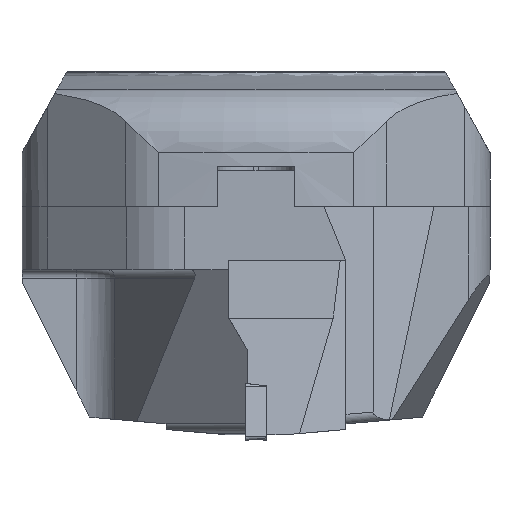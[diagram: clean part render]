
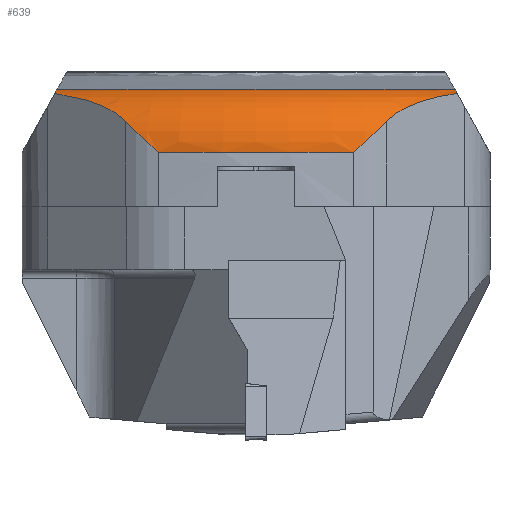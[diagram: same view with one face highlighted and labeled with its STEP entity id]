
A CAD part, left-side view. The second image highlights one B-rep face of the part: STEP entity #639.
In plain terms, the highlighted toroidal (fillet/blend) face has major radius 101 mm and minor radius 14 mm.
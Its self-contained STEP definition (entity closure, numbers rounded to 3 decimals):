
#463=TOROIDAL_SURFACE('',#2886,101.,14.);
#470=B_SPLINE_CURVE_WITH_KNOTS('',3,(#3888,#3889,#3890,#3891,#3892,#3893),
 .UNSPECIFIED.,.F.,.F.,(4,2,4),(0.,0.5,1.),.UNSPECIFIED.);
#471=B_SPLINE_CURVE_WITH_KNOTS('',3,(#3896,#3897,#3898,#3899),
 .UNSPECIFIED.,.F.,.F.,(4,4),(0.,1.),.UNSPECIFIED.);
#472=B_SPLINE_CURVE_WITH_KNOTS('',3,(#3903,#3904,#3905,#3906),
 .UNSPECIFIED.,.F.,.F.,(4,4),(0.,1.),.UNSPECIFIED.);
#473=B_SPLINE_CURVE_WITH_KNOTS('',3,(#3908,#3909,#3910,#3911,#3912,#3913),
 .UNSPECIFIED.,.F.,.F.,(4,2,4),(0.,0.5,1.),.UNSPECIFIED.);
#474=B_SPLINE_CURVE_WITH_KNOTS('',3,(#3915,#3916,#3917,#3918,#3919,#3920),
 .UNSPECIFIED.,.F.,.F.,(4,2,4),(0.,0.5,1.),.UNSPECIFIED.);
#475=B_SPLINE_CURVE_WITH_KNOTS('',3,(#3921,#3922,#3923,#3924,#3925,#3926),
 .UNSPECIFIED.,.F.,.F.,(4,2,4),(0.,0.5,1.),.UNSPECIFIED.);
#528=FACE_OUTER_BOUND('',#1292,.T.);
#639=ADVANCED_FACE('',(#528),#463,.T.);
#1292=EDGE_LOOP('',(#1476,#1477,#1478,#1479,#1480,#1481,#1482,#1483));
#1476=ORIENTED_EDGE('',*,*,#2333,.T.);
#1477=ORIENTED_EDGE('',*,*,#2334,.T.);
#1478=ORIENTED_EDGE('',*,*,#2335,.F.);
#1479=ORIENTED_EDGE('',*,*,#2336,.T.);
#1480=ORIENTED_EDGE('',*,*,#2337,.T.);
#1481=ORIENTED_EDGE('',*,*,#2338,.T.);
#1482=ORIENTED_EDGE('',*,*,#2327,.F.);
#1483=ORIENTED_EDGE('',*,*,#2339,.T.);
#2110=VERTEX_POINT('',#3878);
#2111=VERTEX_POINT('',#3879);
#2114=VERTEX_POINT('',#3894);
#2115=VERTEX_POINT('',#3895);
#2116=VERTEX_POINT('',#3900);
#2117=VERTEX_POINT('',#3902);
#2118=VERTEX_POINT('',#3907);
#2119=VERTEX_POINT('',#3914);
#2327=EDGE_CURVE('',#2110,#2111,#2630,.T.);
#2333=EDGE_CURVE('',#2114,#2115,#470,.T.);
#2334=EDGE_CURVE('',#2115,#2116,#471,.T.);
#2335=EDGE_CURVE('',#2117,#2116,#2632,.T.);
#2336=EDGE_CURVE('',#2117,#2118,#472,.T.);
#2337=EDGE_CURVE('',#2118,#2119,#473,.T.);
#2338=EDGE_CURVE('',#2119,#2111,#474,.T.);
#2339=EDGE_CURVE('',#2110,#2114,#475,.T.);
#2630=CIRCLE('',#2882,115.);
#2632=CIRCLE('',#2885,101.977);
#2882=AXIS2_PLACEMENT_3D('',#3877,#3170,#3171);
#2885=AXIS2_PLACEMENT_3D('',#3901,#3180,#3181);
#2886=AXIS2_PLACEMENT_3D('',#3927,#3182,#3183);
#3170=DIRECTION('',(0.,0.,-1.));
#3171=DIRECTION('',(-1.,0.,0.));
#3180=DIRECTION('',(0.,0.,1.));
#3181=DIRECTION('',(1.,0.,0.));
#3182=DIRECTION('',(0.,0.,1.));
#3183=DIRECTION('',(-1.,0.,0.));
#3877=CARTESIAN_POINT('',(0.,0.,-17.901));
#3878=CARTESIAN_POINT('',(-112.934,-21.7,-17.901));
#3879=CARTESIAN_POINT('',(-112.934,21.7,-17.901));
#3888=CARTESIAN_POINT('',(-109.478,-28.966,-11.115));
#3889=CARTESIAN_POINT('',(-107.607,-31.195,-8.88));
#3890=CARTESIAN_POINT('',(-105.354,-33.88,-7.615));
#3891=CARTESIAN_POINT('',(-100.859,-39.238,-5.781));
#3892=CARTESIAN_POINT('',(-98.571,-41.964,-5.248));
#3893=CARTESIAN_POINT('',(-96.266,-44.711,-4.88));
#3894=CARTESIAN_POINT('',(-109.478,-28.966,-11.115));
#3895=CARTESIAN_POINT('',(-96.266,-44.711,-4.88));
#3896=CARTESIAN_POINT('',(-96.266,-44.711,-4.88));
#3897=CARTESIAN_POINT('',(-94.879,-44.407,-4.332));
#3898=CARTESIAN_POINT('',(-93.421,-44.24,-4.032));
#3899=CARTESIAN_POINT('',(-91.906,-44.186,-3.935));
#3900=CARTESIAN_POINT('',(-91.906,-44.186,-3.935));
#3901=CARTESIAN_POINT('',(0.,0.,-3.935));
#3902=CARTESIAN_POINT('',(-91.906,44.186,-3.935));
#3903=CARTESIAN_POINT('',(-91.906,44.186,-3.935));
#3904=CARTESIAN_POINT('',(-93.421,44.24,-4.032));
#3905=CARTESIAN_POINT('',(-94.879,44.407,-4.332));
#3906=CARTESIAN_POINT('',(-96.266,44.711,-4.88));
#3907=CARTESIAN_POINT('',(-96.266,44.711,-4.88));
#3908=CARTESIAN_POINT('',(-96.266,44.711,-4.88));
#3909=CARTESIAN_POINT('',(-98.574,41.961,-5.249));
#3910=CARTESIAN_POINT('',(-100.869,39.226,-5.782));
#3911=CARTESIAN_POINT('',(-105.397,33.83,-7.636));
#3912=CARTESIAN_POINT('',(-107.637,31.16,-8.915));
#3913=CARTESIAN_POINT('',(-109.478,28.966,-11.115));
#3914=CARTESIAN_POINT('',(-109.478,28.966,-11.115));
#3915=CARTESIAN_POINT('',(-109.478,28.966,-11.115));
#3916=CARTESIAN_POINT('',(-110.386,27.883,-12.199));
#3917=CARTESIAN_POINT('',(-111.115,26.73,-13.309));
#3918=CARTESIAN_POINT('',(-112.262,24.302,-15.573));
#3919=CARTESIAN_POINT('',(-112.684,23.002,-16.751));
#3920=CARTESIAN_POINT('',(-112.934,21.7,-17.901));
#3921=CARTESIAN_POINT('',(-112.934,-21.7,-17.901));
#3922=CARTESIAN_POINT('',(-112.684,-23.002,-16.751));
#3923=CARTESIAN_POINT('',(-112.262,-24.302,-15.573));
#3924=CARTESIAN_POINT('',(-111.115,-26.73,-13.309));
#3925=CARTESIAN_POINT('',(-110.386,-27.883,-12.199));
#3926=CARTESIAN_POINT('',(-109.478,-28.966,-11.115));
#3927=CARTESIAN_POINT('',(0.,0.,-17.901));
